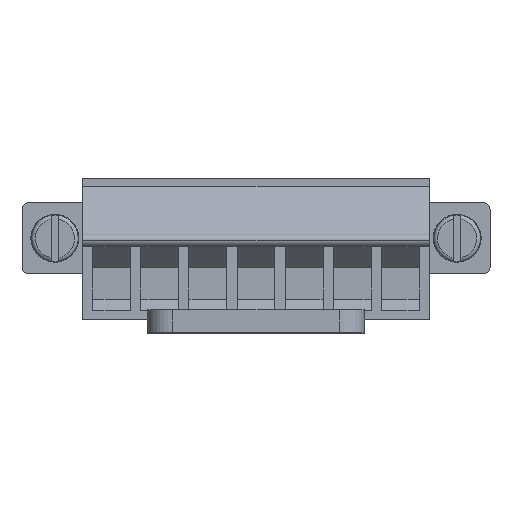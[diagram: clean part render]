
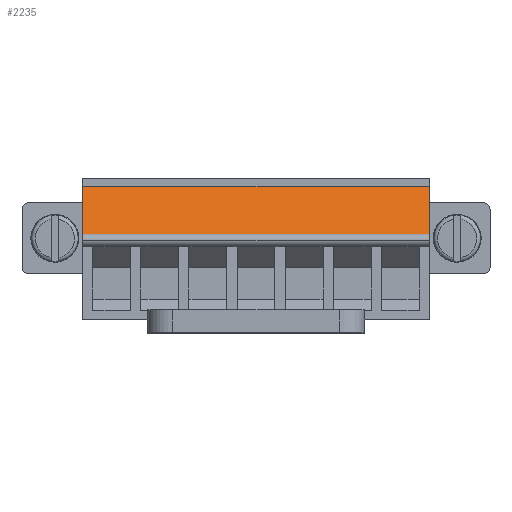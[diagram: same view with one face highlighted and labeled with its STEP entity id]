
A CAD part, top view. The second image highlights one B-rep face of the part: STEP entity #2235.
In plain terms, the highlighted planar face has unit normal (0, 0.359, 0.933).
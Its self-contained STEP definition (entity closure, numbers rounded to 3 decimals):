
#2222=AXIS2_PLACEMENT_3D('Plane Axis2P3D',#2219,#2220,#2221) ;
#2030=CARTESIAN_POINT('Vertex',(4.8,7.83,14.85)) ;
#2033=CARTESIAN_POINT('Line Origine',(4.8,9.715,14.125)) ;
#2037=CARTESIAN_POINT('Vertex',(4.8,11.6,13.4)) ;
#2124=CARTESIAN_POINT('Vertex',(32.26,11.6,13.4)) ;
#2127=CARTESIAN_POINT('Line Origine',(32.26,9.715,14.125)) ;
#2131=CARTESIAN_POINT('Vertex',(32.26,7.83,14.85)) ;
#2207=CARTESIAN_POINT('Line Origine',(18.53,11.6,13.4)) ;
#2219=CARTESIAN_POINT('Axis2P3D Location',(4.8,7.83,14.85)) ;
#2224=CARTESIAN_POINT('Line Origine',(18.53,7.83,14.85)) ;
#2034=DIRECTION('Vector Direction',(0.,0.933,-0.359)) ;
#2128=DIRECTION('Vector Direction',(0.,0.933,-0.359)) ;
#2208=DIRECTION('Vector Direction',(1.,0.,0.)) ;
#2220=DIRECTION('Axis2P3D Direction',(0.,-0.359,-0.933)) ;
#2221=DIRECTION('Axis2P3D XDirection',(0.,0.933,-0.359)) ;
#2225=DIRECTION('Vector Direction',(1.,0.,0.)) ;
#2035=VECTOR('Line Direction',#2034,1.) ;
#2129=VECTOR('Line Direction',#2128,1.) ;
#2209=VECTOR('Line Direction',#2208,1.) ;
#2226=VECTOR('Line Direction',#2225,1.) ;
#2230=ORIENTED_EDGE('',*,*,#2133,.T.) ;
#2231=ORIENTED_EDGE('',*,*,#2211,.F.) ;
#2232=ORIENTED_EDGE('',*,*,#2039,.T.) ;
#2233=ORIENTED_EDGE('',*,*,#2228,.T.) ;
#2235=ADVANCED_FACE('HOUSING',(#2234),#2223,.F.) ;
#2039=EDGE_CURVE('',#2038,#2031,#2036,.F.) ;
#2133=EDGE_CURVE('',#2132,#2125,#2130,.T.) ;
#2211=EDGE_CURVE('',#2038,#2125,#2210,.T.) ;
#2228=EDGE_CURVE('',#2031,#2132,#2227,.T.) ;
#2229=EDGE_LOOP('',(#2230,#2231,#2232,#2233)) ;
#2234=FACE_OUTER_BOUND('',#2229,.T.) ;
#2036=LINE('Line',#2033,#2035) ;
#2130=LINE('Line',#2127,#2129) ;
#2210=LINE('Line',#2207,#2209) ;
#2227=LINE('Line',#2224,#2226) ;
#2223=PLANE('',#2222) ;
#2031=VERTEX_POINT('',#2030) ;
#2038=VERTEX_POINT('',#2037) ;
#2125=VERTEX_POINT('',#2124) ;
#2132=VERTEX_POINT('',#2131) ;
